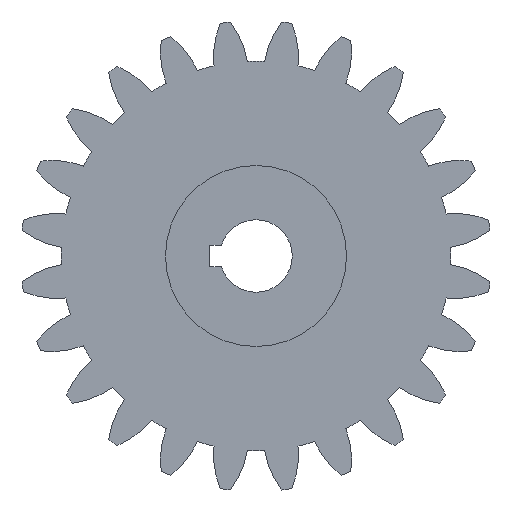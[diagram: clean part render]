
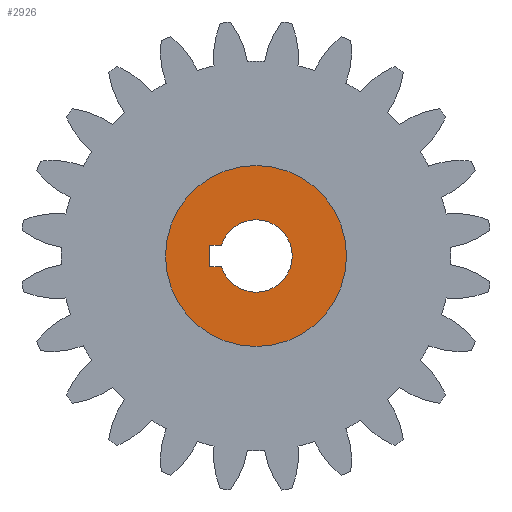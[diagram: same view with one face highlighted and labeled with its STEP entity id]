
A CAD part, left-side view. The second image highlights one B-rep face of the part: STEP entity #2926.
In plain terms, the highlighted planar face has unit normal (-1, 0, 0).
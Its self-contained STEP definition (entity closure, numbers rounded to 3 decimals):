
#44 = CARTESIAN_POINT ( 'NONE',  ( -5., 0., -10. ) ) ;
#226 = CARTESIAN_POINT ( 'NONE',  ( -5., 0., 3. ) ) ;
#331 = EDGE_CURVE ( 'NONE', #2361, #980, #3070, .T. ) ;
#509 = CARTESIAN_POINT ( 'NONE',  ( -5., 12.8, 3. ) ) ;
#543 = DIRECTION ( 'NONE',  ( 0., 0., 1. ) ) ;
#569 = EDGE_LOOP ( 'NONE', ( #3614, #2112, #3977, #3762, #2821, #1434 ) ) ;
#599 = DIRECTION ( 'NONE',  ( 0., 0., 1. ) ) ;
#624 = LINE ( 'NONE', #2815, #2654 ) ;
#744 = DIRECTION ( 'NONE',  ( 0., 0., 1. ) ) ;
#765 = DIRECTION ( 'NONE',  ( 0., 0., 1. ) ) ;
#806 = VERTEX_POINT ( 'NONE', #2933 ) ;
#824 = DIRECTION ( 'NONE',  ( -1., 0., 0. ) ) ;
#841 = CARTESIAN_POINT ( 'NONE',  ( -5., 0., 25. ) ) ;
#930 = VECTOR ( 'NONE', #1109, 1000. ) ;
#980 = VERTEX_POINT ( 'NONE', #2185 ) ;
#1109 = DIRECTION ( 'NONE',  ( 0., -1., 0. ) ) ;
#1130 = CARTESIAN_POINT ( 'NONE',  ( -5., 0., 0. ) ) ;
#1139 = AXIS2_PLACEMENT_3D ( 'NONE', #1522, #2812, #2201 ) ;
#1249 = EDGE_CURVE ( 'NONE', #2104, #2347, #2017, .T. ) ;
#1299 = EDGE_CURVE ( 'NONE', #2347, #3998, #1913, .T. ) ;
#1434 = ORIENTED_EDGE ( 'NONE', *, *, #1249, .T. ) ;
#1522 = CARTESIAN_POINT ( 'NONE',  ( -5., 0., 0. ) ) ;
#1526 = CIRCLE ( 'NONE', #2181, 25. ) ;
#1593 = AXIS2_PLACEMENT_3D ( 'NONE', #1130, #3249, #765 ) ;
#1605 = EDGE_CURVE ( 'NONE', #980, #806, #1722, .T. ) ;
#1722 = LINE ( 'NONE', #3001, #3857 ) ;
#1799 = DIRECTION ( 'NONE',  ( 1., 0., 0. ) ) ;
#1872 = DIRECTION ( 'NONE',  ( 0., 0., 1. ) ) ;
#1913 = CIRCLE ( 'NONE', #2440, 10. ) ;
#1918 = CIRCLE ( 'NONE', #1139, 10. ) ;
#1996 = FACE_OUTER_BOUND ( 'NONE', #2600, .T. ) ;
#2017 = LINE ( 'NONE', #226, #930 ) ;
#2048 = DIRECTION ( 'NONE',  ( 0., 1., 0. ) ) ;
#2104 = VERTEX_POINT ( 'NONE', #509 ) ;
#2106 = DIRECTION ( 'NONE',  ( 0., 0., 1. ) ) ;
#2112 = ORIENTED_EDGE ( 'NONE', *, *, #2604, .T. ) ;
#2166 = VERTEX_POINT ( 'NONE', #2510 ) ;
#2181 = AXIS2_PLACEMENT_3D ( 'NONE', #2451, #3684, #599 ) ;
#2185 = CARTESIAN_POINT ( 'NONE',  ( -5., 9.539, -3. ) ) ;
#2201 = DIRECTION ( 'NONE',  ( 0., 0., 1. ) ) ;
#2257 = EDGE_CURVE ( 'NONE', #806, #2104, #624, .T. ) ;
#2347 = VERTEX_POINT ( 'NONE', #3189 ) ;
#2361 = VERTEX_POINT ( 'NONE', #44 ) ;
#2422 = CARTESIAN_POINT ( 'NONE',  ( -5., 0., 10. ) ) ;
#2428 = CARTESIAN_POINT ( 'NONE',  ( -5., 0., 0. ) ) ;
#2440 = AXIS2_PLACEMENT_3D ( 'NONE', #2428, #1799, #543 ) ;
#2451 = CARTESIAN_POINT ( 'NONE',  ( -5., 0., 0. ) ) ;
#2510 = CARTESIAN_POINT ( 'NONE',  ( -5., 0., -25. ) ) ;
#2600 = EDGE_LOOP ( 'NONE', ( #2952, #3011 ) ) ;
#2604 = EDGE_CURVE ( 'NONE', #3998, #2361, #1918, .T. ) ;
#2631 = FACE_BOUND ( 'NONE', #569, .T. ) ;
#2654 = VECTOR ( 'NONE', #1872, 1000. ) ;
#2674 = PLANE ( 'NONE',  #1593 ) ;
#2726 = EDGE_CURVE ( 'NONE', #3887, #2166, #1526, .T. ) ;
#2812 = DIRECTION ( 'NONE',  ( 1., 0., 0. ) ) ;
#2815 = CARTESIAN_POINT ( 'NONE',  ( -5., 12.8, 0. ) ) ;
#2821 = ORIENTED_EDGE ( 'NONE', *, *, #2257, .T. ) ;
#2914 = EDGE_CURVE ( 'NONE', #2166, #3887, #3604, .T. ) ;
#2926 = ADVANCED_FACE ( 'NONE', ( #1996, #2631 ), #2674, .T. ) ;
#2933 = CARTESIAN_POINT ( 'NONE',  ( -5., 12.8, -3. ) ) ;
#2952 = ORIENTED_EDGE ( 'NONE', *, *, #2914, .T. ) ;
#3001 = CARTESIAN_POINT ( 'NONE',  ( -5., 0., -3. ) ) ;
#3011 = ORIENTED_EDGE ( 'NONE', *, *, #2726, .T. ) ;
#3042 = CARTESIAN_POINT ( 'NONE',  ( -5., 0., 0. ) ) ;
#3070 = CIRCLE ( 'NONE', #3440, 10. ) ;
#3189 = CARTESIAN_POINT ( 'NONE',  ( -5., 9.539, 3. ) ) ;
#3249 = DIRECTION ( 'NONE',  ( -1., 0., 0. ) ) ;
#3440 = AXIS2_PLACEMENT_3D ( 'NONE', #3042, #3636, #2106 ) ;
#3463 = AXIS2_PLACEMENT_3D ( 'NONE', #3519, #824, #744 ) ;
#3519 = CARTESIAN_POINT ( 'NONE',  ( -5., 0., 0. ) ) ;
#3604 = CIRCLE ( 'NONE', #3463, 25. ) ;
#3614 = ORIENTED_EDGE ( 'NONE', *, *, #1299, .T. ) ;
#3636 = DIRECTION ( 'NONE',  ( 1., 0., 0. ) ) ;
#3684 = DIRECTION ( 'NONE',  ( -1., 0., 0. ) ) ;
#3762 = ORIENTED_EDGE ( 'NONE', *, *, #1605, .T. ) ;
#3857 = VECTOR ( 'NONE', #2048, 1000. ) ;
#3887 = VERTEX_POINT ( 'NONE', #841 ) ;
#3977 = ORIENTED_EDGE ( 'NONE', *, *, #331, .T. ) ;
#3998 = VERTEX_POINT ( 'NONE', #2422 ) ;
